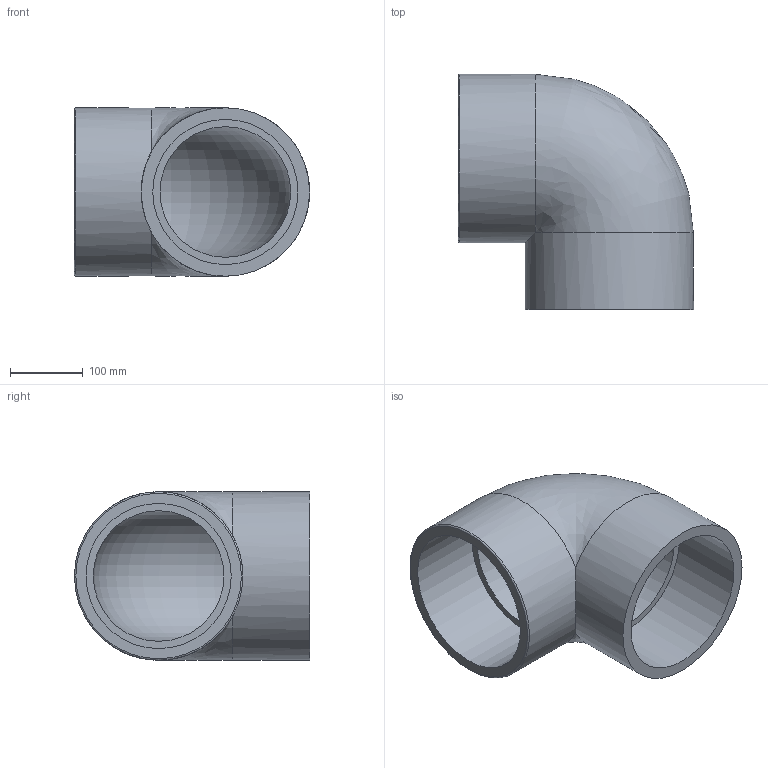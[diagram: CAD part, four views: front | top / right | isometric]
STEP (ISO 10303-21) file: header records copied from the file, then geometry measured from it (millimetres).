
FILE_DESCRIPTION(/* description */ ('PLASSON 90° ELBOW-CEMENT PVC 200'),/* implementation_level */ '2;1');
FILE_NAME(/* name */ '(_AS)050500200.ipt.stp',/* time_stamp */ '2017-12-07T15:55:28+02:00',/* author */ ('KIM'),/* organization */ (''),/* preprocessor_version */ 'ST-DEVELOPER v15.6',/* originating_system */ 'Autodesk Inventor 2015',/* authorisation */ '');
FILE_SCHEMA (('AUTOMOTIVE_DESIGN { 1 0 10303 214 3 1 1 }'));
Length unit declared in the file: millimetre
Products named in the file (1): (_AS)050500200
Bounding box: 324 x 324 x 232 mm (x, y, z)
Volume: 5061025.9 mm3; surface area: 527881 mm2
Topology: 1 solids, 1 shells, 11 faces, 22 edges, 13 vertices
Faces by surface type: cylinder 4, plane 4, torus 2, bspline 1
Full cylindrical faces by diameter (mm): 200 x2, 232 x2
Entity records: 280 total; most frequent: CARTESIAN_POINT 61, DIRECTION 46, ORIENTED_EDGE 24, AXIS2_PLACEMENT_3D 23, EDGE_LOOP 21, EDGE_CURVE 12, FACE_OUTER_BOUND 11, CIRCLE 11
